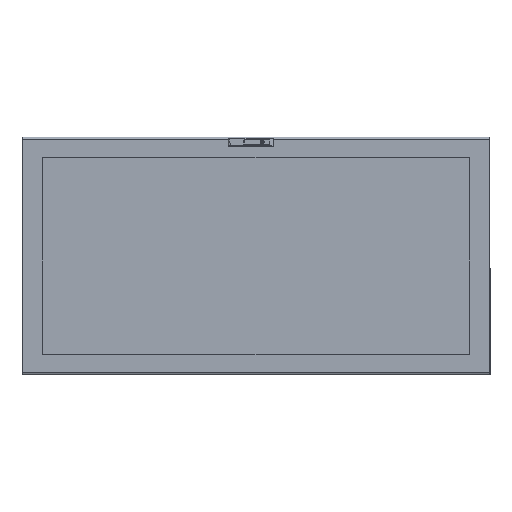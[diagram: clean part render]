
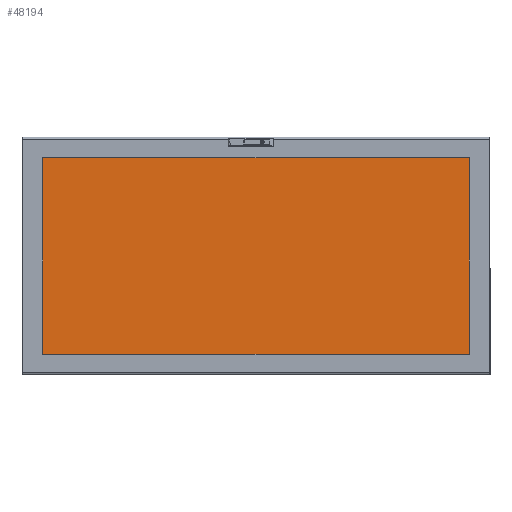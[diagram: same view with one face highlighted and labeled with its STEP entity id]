
A CAD part, top view. The second image highlights one B-rep face of the part: STEP entity #48194.
In plain terms, the highlighted planar face has unit normal (0, 0, 1).
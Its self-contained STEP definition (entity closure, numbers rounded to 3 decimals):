
#7973 = CARTESIAN_POINT ( 'NONE',  ( 910., 430., 4. ) ) ;
#7994 = CARTESIAN_POINT ( 'NONE',  ( 910., -430., 4. ) ) ;
#8015 = CARTESIAN_POINT ( 'NONE',  ( -910., 430., 4. ) ) ;
#8026 = CARTESIAN_POINT ( 'NONE',  ( -910., -430., 4. ) ) ;
#22810 = EDGE_CURVE ( 'NONE', #38504, #38502, #50397, .T. ) ;
#22828 = EDGE_CURVE ( 'NONE', #38513, #38504, #50390, .T. ) ;
#22842 = EDGE_CURVE ( 'NONE', #38502, #38508, #50382, .T. ) ;
#22848 = EDGE_CURVE ( 'NONE', #38508, #38513, #50379, .T. ) ;
#27342 = DIRECTION ( 'NONE',  ( 0., 1., 0. ) ) ;
#27346 = CARTESIAN_POINT ( 'NONE',  ( 910., 430., 4. ) ) ;
#27382 = DIRECTION ( 'NONE',  ( 1., 0., 0. ) ) ;
#27385 = CARTESIAN_POINT ( 'NONE',  ( -910., -430., 4. ) ) ;
#27474 = DIRECTION ( 'NONE',  ( -1., 0., 0. ) ) ;
#27476 = CARTESIAN_POINT ( 'NONE',  ( -910., 430., 4. ) ) ;
#27636 = DIRECTION ( 'NONE',  ( 0., -1., 0. ) ) ;
#27641 = CARTESIAN_POINT ( 'NONE',  ( -910., 430., 4. ) ) ;
#38502 = VERTEX_POINT ( 'NONE', #8026 ) ;
#38504 = VERTEX_POINT ( 'NONE', #8015 ) ;
#38508 = VERTEX_POINT ( 'NONE', #7994 ) ;
#38513 = VERTEX_POINT ( 'NONE', #7973 ) ;
#48194 = ADVANCED_FACE ( 'NONE', ( #63472 ), #71780, .T. ) ;
#50379 = LINE ( 'NONE', #27346, #50380 ) ;
#50380 = VECTOR ( 'NONE', #27342, 1000. ) ;
#50381 = VECTOR ( 'NONE', #27382, 1000. ) ;
#50382 = LINE ( 'NONE', #27385, #50381 ) ;
#50385 = VECTOR ( 'NONE', #27474, 1000. ) ;
#50390 = LINE ( 'NONE', #27476, #50385 ) ;
#50393 = VECTOR ( 'NONE', #27636, 1000. ) ;
#50397 = LINE ( 'NONE', #27641, #50393 ) ;
#53188 = ORIENTED_EDGE ( 'NONE', *, *, #22810, .T. ) ;
#53189 = ORIENTED_EDGE ( 'NONE', *, *, #22842, .T. ) ;
#53190 = ORIENTED_EDGE ( 'NONE', *, *, #22848, .T. ) ;
#53191 = ORIENTED_EDGE ( 'NONE', *, *, #22828, .T. ) ;
#62111 = AXIS2_PLACEMENT_3D ( 'NONE', #71704, #71808, #71801 ) ;
#63472 = FACE_OUTER_BOUND ( 'NONE', #66716, .T. ) ;
#66716 = EDGE_LOOP ( 'NONE', ( #53188, #53189, #53190, #53191 ) ) ;
#71704 = CARTESIAN_POINT ( 'NONE',  ( -910., -430., 4. ) ) ;
#71780 = PLANE ( 'NONE',  #62111 ) ;
#71801 = DIRECTION ( 'NONE',  ( 1., 0., 0. ) ) ;
#71808 = DIRECTION ( 'NONE',  ( 0., 0., 1. ) ) ;
